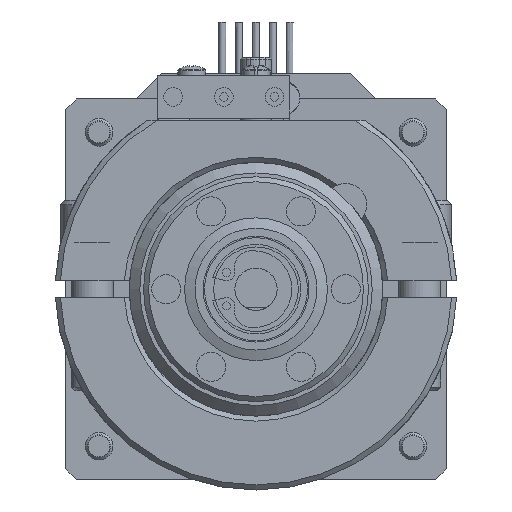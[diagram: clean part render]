
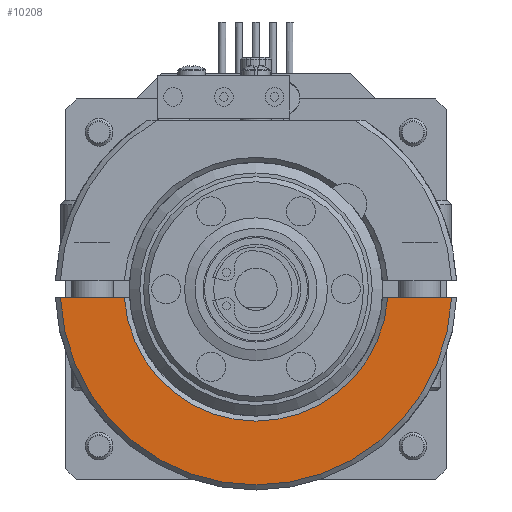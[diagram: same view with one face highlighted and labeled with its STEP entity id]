
A CAD part, front view. The second image highlights one B-rep face of the part: STEP entity #10208.
In plain terms, the highlighted planar face has unit normal (0, -1, 0).
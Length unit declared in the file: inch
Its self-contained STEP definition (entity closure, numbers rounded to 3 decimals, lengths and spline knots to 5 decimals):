
#285 = VERTEX_POINT ( 'NONE', #4206 ) ;
#1018 = DIRECTION ( 'NONE',  ( -1., 0., 0. ) ) ;
#1534 = DIRECTION ( 'NONE',  ( 0., 0., -1. ) ) ;
#1572 = DIRECTION ( 'NONE',  ( 0., 0., -1. ) ) ;
#1956 = ORIENTED_EDGE ( 'NONE', *, *, #8554, .T. ) ;
#2095 = VECTOR ( 'NONE', #20051, 39.37008 ) ;
#2233 = CARTESIAN_POINT ( 'NONE',  ( 1.15642, 4.21085, -0.05 ) ) ;
#3063 = VECTOR ( 'NONE', #1018, 39.37008 ) ;
#3509 = EDGE_CURVE ( 'NONE', #15506, #285, #16549, .T. ) ;
#4206 = CARTESIAN_POINT ( 'NONE',  ( -1.15642, 4.21085, -0.05 ) ) ;
#4340 = AXIS2_PLACEMENT_3D ( 'NONE', #24809, #7307, #20720 ) ;
#4723 = LINE ( 'NONE', #6395, #2095 ) ;
#5113 = CIRCLE ( 'NONE', #9618, 0.78 ) ;
#5629 = EDGE_CURVE ( 'NONE', #19095, #16489, #4723, .T. ) ;
#6395 = CARTESIAN_POINT ( 'NONE',  ( 1.25975, 4.21085, -0.05 ) ) ;
#7307 = DIRECTION ( 'NONE',  ( 0., -1., 0. ) ) ;
#7599 = EDGE_LOOP ( 'NONE', ( #9698, #23539, #17110, #1956 ) ) ;
#8554 = EDGE_CURVE ( 'NONE', #285, #19095, #20270, .T. ) ;
#9618 = AXIS2_PLACEMENT_3D ( 'NONE', #22160, #22862, #1534 ) ;
#9698 = ORIENTED_EDGE ( 'NONE', *, *, #5629, .T. ) ;
#10208 = ADVANCED_FACE ( 'NONE', ( #18197 ), #10623, .F. ) ;
#10623 = PLANE ( 'NONE',  #11043 ) ;
#11043 = AXIS2_PLACEMENT_3D ( 'NONE', #24438, #24926, #1572 ) ;
#13807 = EDGE_CURVE ( 'NONE', #16489, #15506, #5113, .T. ) ;
#15506 = VERTEX_POINT ( 'NONE', #22107 ) ;
#16086 = CARTESIAN_POINT ( 'NONE',  ( 0.7784, 4.21085, -0.05 ) ) ;
#16489 = VERTEX_POINT ( 'NONE', #16086 ) ;
#16549 = LINE ( 'NONE', #24477, #3063 ) ;
#17110 = ORIENTED_EDGE ( 'NONE', *, *, #3509, .T. ) ;
#18197 = FACE_OUTER_BOUND ( 'NONE', #7599, .T. ) ;
#19095 = VERTEX_POINT ( 'NONE', #2233 ) ;
#20051 = DIRECTION ( 'NONE',  ( -1., 0., 0. ) ) ;
#20270 = CIRCLE ( 'NONE', #4340, 1.1575 ) ;
#20720 = DIRECTION ( 'NONE',  ( 0., 0., -1. ) ) ;
#22107 = CARTESIAN_POINT ( 'NONE',  ( -0.7784, 4.21085, -0.05 ) ) ;
#22160 = CARTESIAN_POINT ( 'NONE',  ( 0., 4.21085, 0. ) ) ;
#22862 = DIRECTION ( 'NONE',  ( 0., 1., 0. ) ) ;
#23539 = ORIENTED_EDGE ( 'NONE', *, *, #13807, .T. ) ;
#24438 = CARTESIAN_POINT ( 'NONE',  ( 0., 4.21085, 0. ) ) ;
#24477 = CARTESIAN_POINT ( 'NONE',  ( 1.25975, 4.21085, -0.05 ) ) ;
#24809 = CARTESIAN_POINT ( 'NONE',  ( 0., 4.21085, 0. ) ) ;
#24926 = DIRECTION ( 'NONE',  ( 0., 1., 0. ) ) ;
